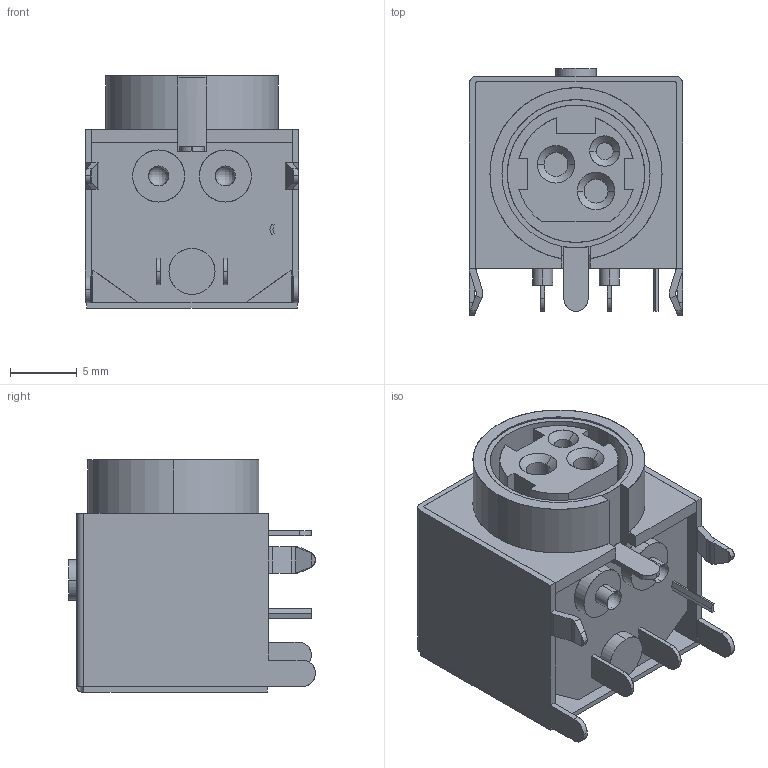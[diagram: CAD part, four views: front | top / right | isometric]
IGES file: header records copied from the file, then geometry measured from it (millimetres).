
Start section: SolidWorks IGES file using analytic representation for surfaces
Global section: file name: KPJXHT-3S-S_A.IGS; native system: SolidWorks 2020; preprocessor: SolidWorks 2020; author: Dan; date: 201210.090415; units: millimetre
Bounding box: 16 x 18.5 x 17.4 mm (x, y, z)
Surface area: 2464 mm2 (no closed solid volume)
Topology: 0 solids, 0 shells, 171 faces, 1740 edges, 1736 vertices
Faces by surface type: bspline 96, revolution 75
